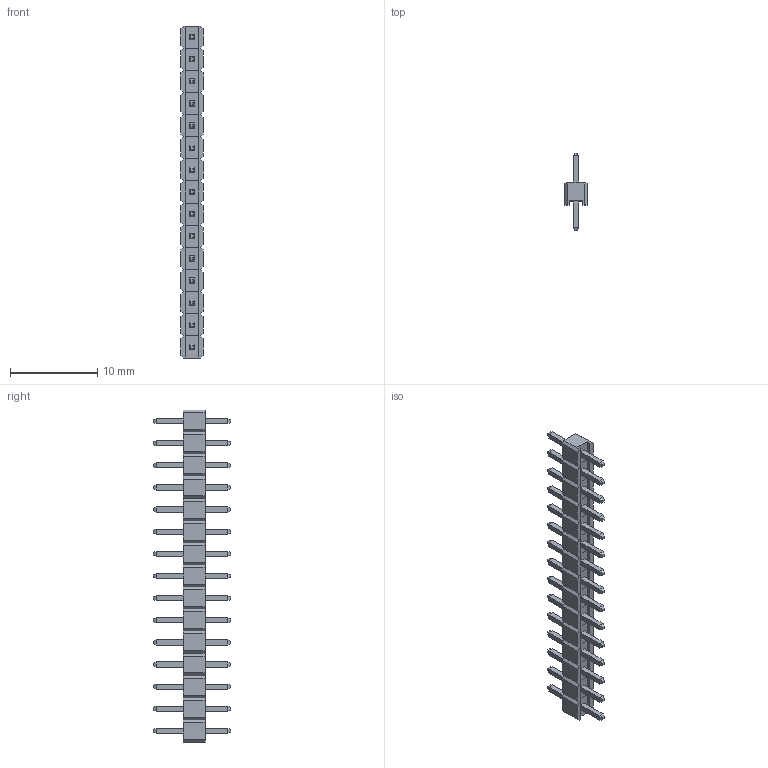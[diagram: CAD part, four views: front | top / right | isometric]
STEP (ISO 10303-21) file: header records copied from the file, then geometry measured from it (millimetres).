
FILE_DESCRIPTION (( 'STEP AP214' ), '1' );
FILE_NAME ('Pin Header 15 Way.STEP', '2025-07-01T08:48:41', ( '' ), ( '' ), 'SwSTEP 2.0', 'SolidWorks 2025', '' );
FILE_SCHEMA (( 'AUTOMOTIVE_DESIGN' ));
Length unit declared in the file: millimetre
Products named in the file (1): Pin Header 15 Way
Bounding box: 2.54 x 8.88 x 38.1 mm (x, y, z)
Volume: 243.4 mm3; surface area: 785 mm2
Topology: 15 solids, 15 shells, 480 faces, 1140 edges, 720 vertices
Faces by surface type: plane 480
Entity records: 18813 total; most frequent: CARTESIAN_POINT 2341, ORIENTED_EDGE 2280, DIRECTION 2102, EDGE_CURVE 1140, LINE 1140, VECTOR 1140, VERTEX_POINT 720, EDGE_LOOP 510
